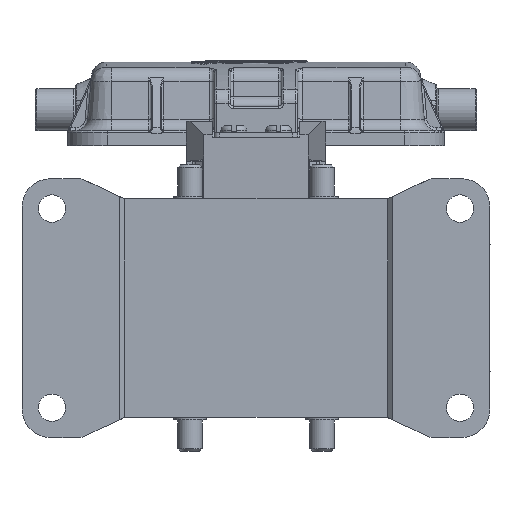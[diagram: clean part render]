
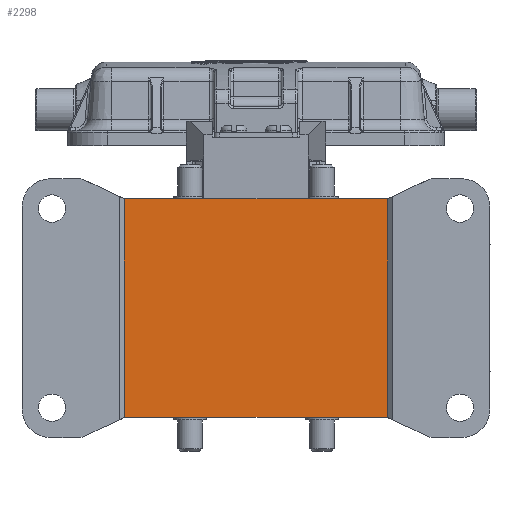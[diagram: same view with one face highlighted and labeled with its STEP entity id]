
A CAD part, front view. The second image highlights one B-rep face of the part: STEP entity #2298.
In plain terms, the highlighted planar face has unit normal (0, -1, 0).
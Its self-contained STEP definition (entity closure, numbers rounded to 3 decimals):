
#992=PLANE('',#26343);
#2298=ADVANCED_FACE('NONE',(#4410),#992,.T.);
#4410=FACE_OUTER_BOUND('',#5923,.T.);
#5923=EDGE_LOOP('',(#15296,#15297,#15298,#15299,#15300,#15301,#15302,#15303));
#8033=LINE('',#54113,#9437);
#8034=LINE('',#54115,#9438);
#8035=LINE('',#54118,#9439);
#8036=LINE('',#54120,#9440);
#8037=LINE('',#54122,#9441);
#8038=LINE('',#54123,#9442);
#8039=LINE('',#54125,#9443);
#8040=LINE('',#54127,#9444);
#9437=VECTOR('',#30898,1.);
#9438=VECTOR('',#30901,1.);
#9439=VECTOR('',#30902,1.);
#9440=VECTOR('',#30903,1.);
#9441=VECTOR('',#30904,1.);
#9442=VECTOR('',#30905,1.);
#9443=VECTOR('',#30906,1.);
#9444=VECTOR('',#30907,1.);
#15296=ORIENTED_EDGE('',*,*,#22450,.T.);
#15297=ORIENTED_EDGE('',*,*,#22451,.T.);
#15298=ORIENTED_EDGE('',*,*,#22452,.F.);
#15299=ORIENTED_EDGE('',*,*,#22453,.T.);
#15300=ORIENTED_EDGE('',*,*,#22449,.F.);
#15301=ORIENTED_EDGE('',*,*,#22454,.T.);
#15302=ORIENTED_EDGE('',*,*,#22455,.F.);
#15303=ORIENTED_EDGE('',*,*,#22456,.F.);
#19123=VERTEX_POINT('',#54106);
#19126=VERTEX_POINT('',#54112);
#19127=VERTEX_POINT('',#54116);
#19128=VERTEX_POINT('',#54117);
#19129=VERTEX_POINT('',#54119);
#19130=VERTEX_POINT('',#54121);
#19131=VERTEX_POINT('',#54124);
#19132=VERTEX_POINT('',#54126);
#22449=EDGE_CURVE('NONE',#19126,#19123,#8033,.T.);
#22450=EDGE_CURVE('NONE',#19127,#19128,#8034,.T.);
#22451=EDGE_CURVE('NONE',#19128,#19129,#8035,.T.);
#22452=EDGE_CURVE('NONE',#19130,#19129,#8036,.T.);
#22453=EDGE_CURVE('NONE',#19130,#19123,#8037,.T.);
#22454=EDGE_CURVE('NONE',#19126,#19131,#8038,.T.);
#22455=EDGE_CURVE('NONE',#19132,#19131,#8039,.T.);
#22456=EDGE_CURVE('NONE',#19127,#19132,#8040,.T.);
#26343=AXIS2_PLACEMENT_3D('',#54128,#30908,#30909);
#30898=DIRECTION('',(0.904,0.,-0.427));
#30901=DIRECTION('',(0.904,0.,-0.427));
#30902=DIRECTION('',(0.,0.,1.));
#30903=DIRECTION('',(0.904,0.,0.427));
#30904=DIRECTION('',(-1.,0.,0.));
#30905=DIRECTION('',(0.,0.,-1.));
#30906=DIRECTION('',(-0.904,0.,-0.427));
#30907=DIRECTION('',(-1.,0.,0.));
#30908=DIRECTION('',(0.,-1.,0.));
#30909=DIRECTION('',(0.,0.,-1.));
#54106=CARTESIAN_POINT('',(-26.404,-52.5,21.941));
#54112=CARTESIAN_POINT('',(-26.422,-52.5,21.949));
#54113=CARTESIAN_POINT('',(-26.,-52.5,21.75));
#54115=CARTESIAN_POINT('',(26.404,-52.5,-21.941));
#54116=CARTESIAN_POINT('',(26.404,-52.5,-21.941));
#54117=CARTESIAN_POINT('',(26.422,-52.5,-21.949));
#54118=CARTESIAN_POINT('',(26.422,-52.5,0.));
#54119=CARTESIAN_POINT('',(26.422,-52.5,21.949));
#54120=CARTESIAN_POINT('',(35.,-52.5,26.));
#54121=CARTESIAN_POINT('',(26.404,-52.5,21.941));
#54122=CARTESIAN_POINT('',(0.,-52.5,21.941));
#54123=CARTESIAN_POINT('',(-26.422,-52.5,0.));
#54124=CARTESIAN_POINT('',(-26.422,-52.5,-21.949));
#54125=CARTESIAN_POINT('',(-35.,-52.5,-26.));
#54126=CARTESIAN_POINT('',(-26.404,-52.5,-21.941));
#54127=CARTESIAN_POINT('',(30.935,-52.5,-21.941));
#54128=CARTESIAN_POINT('',(0.,-52.5,0.));
